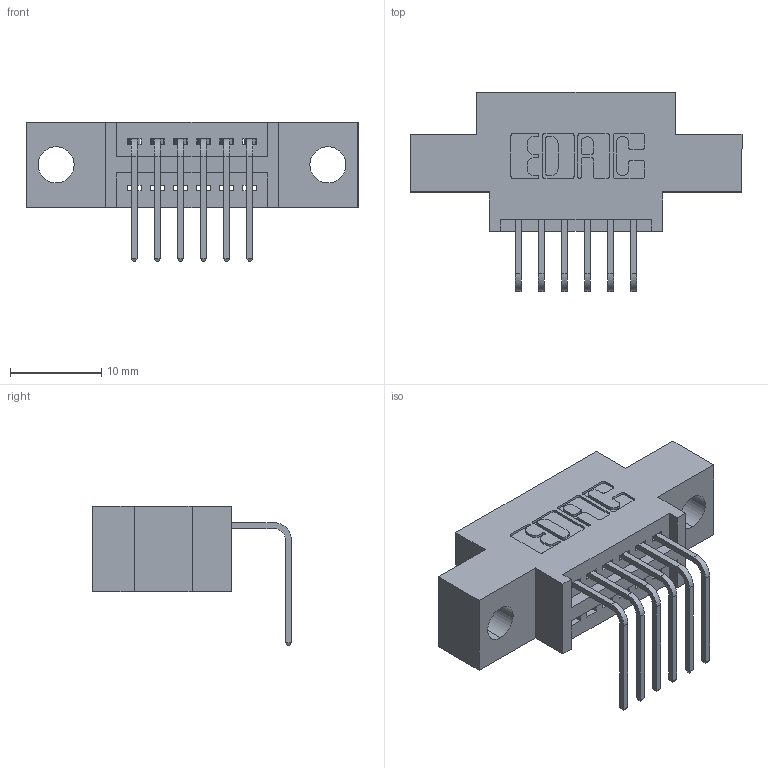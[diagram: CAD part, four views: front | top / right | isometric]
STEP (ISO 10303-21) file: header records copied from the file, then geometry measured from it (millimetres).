
FILE_DESCRIPTION (( 'STEP AP203' ), '1' );
FILE_NAME ('395-006-558-604.STEP', '2021-06-11T13:41:26', ( '' ), ( '' ), 'SwSTEP 2.0', 'SolidWorks 2020', '' );
FILE_SCHEMA (( 'CONFIG_CONTROL_DESIGN' ));
Length unit declared in the file: inch
Products named in the file (3): 345-292-001_558 Tail - 2; 395-006-558-604; 345 Part_0.170 Offset - 0.156 Dia-TI
Assembly tree (7 placements, depth 2):
  395-006-558-604
    345 Part_0.170 Offset - 0.156 Dia-TI
    345-292-001_558 Tail - 2  x6
Bounding box: 36.45 x 21.83 x 15.37 mm (x, y, z)
Volume: 2967.7 mm3; surface area: 3541 mm2
Topology: 7 solids, 7 shells, 504 faces, 1481 edges, 978 vertices
Faces by surface type: plane 350, cylinder 154
Entity records: 9997 total; most frequent: CARTESIAN_POINT 1744, ORIENTED_EDGE 1682, DIRECTION 1573, EDGE_CURVE 841, LINE 685, VECTOR 685, VERTEX_POINT 558, AXIS2_PLACEMENT_3D 444
